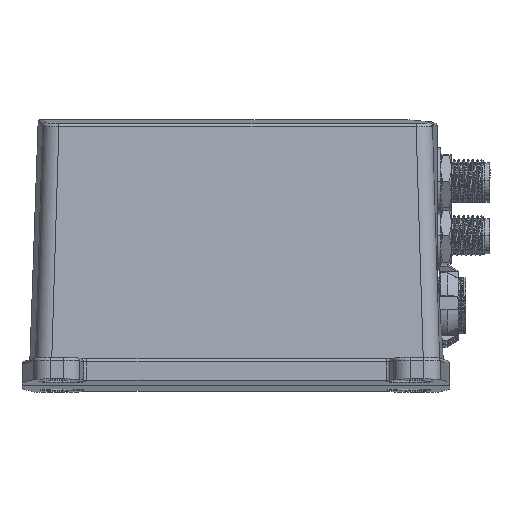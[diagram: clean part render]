
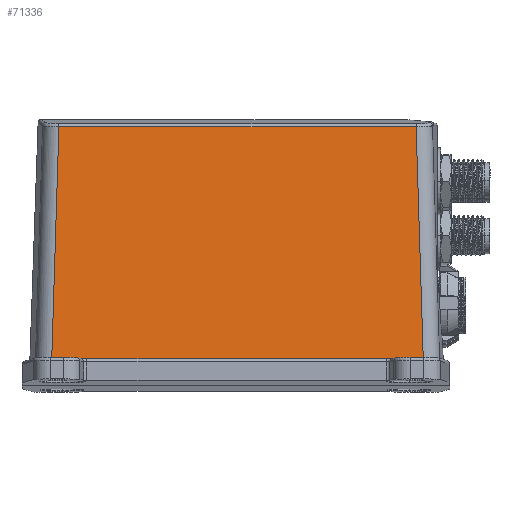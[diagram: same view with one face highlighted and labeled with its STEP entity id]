
A CAD part, top view. The second image highlights one B-rep face of the part: STEP entity #71336.
In plain terms, the highlighted face is planar.
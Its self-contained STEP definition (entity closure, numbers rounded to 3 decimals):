
#4544 = DIRECTION ( 'NONE',  ( 0.035, 0., 0.999 ) ) ;
#7235 = CARTESIAN_POINT ( 'NONE',  ( -16.159, 3.045, 30.16 ) ) ;
#9065 = DIRECTION ( 'NONE',  ( 0., 1., 0. ) ) ;
#15587 = DIRECTION ( 'NONE',  ( 0., -1., 0. ) ) ;
#17348 = CARTESIAN_POINT ( 'NONE',  ( -17.367, -29.859, -4.443 ) ) ;
#29709 = LINE ( 'NONE', #198449, #150539 ) ;
#32678 = VERTEX_POINT ( 'NONE', #47716 ) ;
#33538 = LINE ( 'NONE', #244020, #181629 ) ;
#35836 = LINE ( 'NONE', #120401, #191710 ) ;
#39105 = ORIENTED_EDGE ( 'NONE', *, *, #206935, .T. ) ;
#43807 = ORIENTED_EDGE ( 'NONE', *, *, #108591, .T. ) ;
#47716 = CARTESIAN_POINT ( 'NONE',  ( -17.367, -29.859, -4.443 ) ) ;
#61581 = DIRECTION ( 'NONE',  ( 0.035, 0.031, 0.999 ) ) ;
#65364 = DIRECTION ( 'NONE',  ( -0.999, 0., 0.035 ) ) ;
#68468 = ORIENTED_EDGE ( 'NONE', *, *, #193937, .T. ) ;
#69438 = PLANE ( 'NONE',  #241192 ) ;
#71336 = ADVANCED_FACE ( 'NONE', ( #149805 ), #69438, .T. ) ;
#85063 = CARTESIAN_POINT ( 'NONE',  ( -16.085, -28.731, 32.293 ) ) ;
#93786 = VECTOR ( 'NONE', #61581, 1000. ) ;
#108591 = EDGE_CURVE ( 'NONE', #32678, #120340, #165378, .T. ) ;
#120340 = VERTEX_POINT ( 'NONE', #85063 ) ;
#120401 = CARTESIAN_POINT ( 'NONE',  ( -16.085, 25.562, 32.293 ) ) ;
#122011 = EDGE_LOOP ( 'NONE', ( #68468, #134136, #43807, #39105 ) ) ;
#134136 = ORIENTED_EDGE ( 'NONE', *, *, #208172, .T. ) ;
#143935 = VERTEX_POINT ( 'NONE', #243182 ) ;
#149805 = FACE_OUTER_BOUND ( 'NONE', #122011, .T. ) ;
#150539 = VECTOR ( 'NONE', #9065, 1000. ) ;
#165378 = LINE ( 'NONE', #17348, #93786 ) ;
#178839 = CARTESIAN_POINT ( 'NONE',  ( -16.085, 25.562, 32.293 ) ) ;
#181629 = VECTOR ( 'NONE', #15587, 1000. ) ;
#191710 = VECTOR ( 'NONE', #204696, 1000. ) ;
#193937 = EDGE_CURVE ( 'NONE', #217605, #143935, #35836, .T. ) ;
#198449 = CARTESIAN_POINT ( 'NONE',  ( -16.085, 3.045, 32.293 ) ) ;
#204696 = DIRECTION ( 'NONE',  ( -0.035, 0.031, -0.999 ) ) ;
#206935 = EDGE_CURVE ( 'NONE', #120340, #217605, #29709, .T. ) ;
#208172 = EDGE_CURVE ( 'NONE', #143935, #32678, #33538, .T. ) ;
#217605 = VERTEX_POINT ( 'NONE', #178839 ) ;
#241192 = AXIS2_PLACEMENT_3D ( 'NONE', #7235, #65364, #4544 ) ;
#243182 = CARTESIAN_POINT ( 'NONE',  ( -17.367, 26.69, -4.443 ) ) ;
#244020 = CARTESIAN_POINT ( 'NONE',  ( -17.367, 3.045, -4.443 ) ) ;
